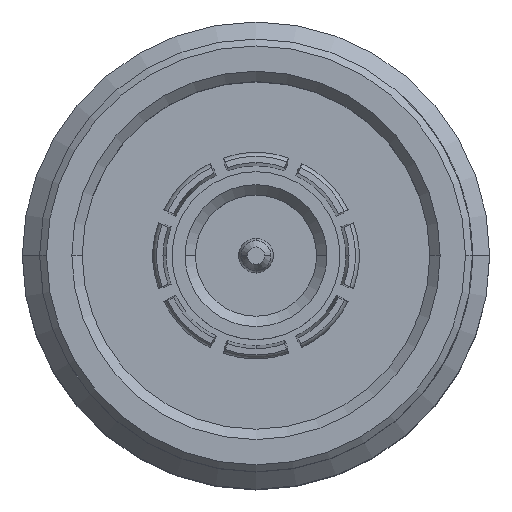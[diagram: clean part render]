
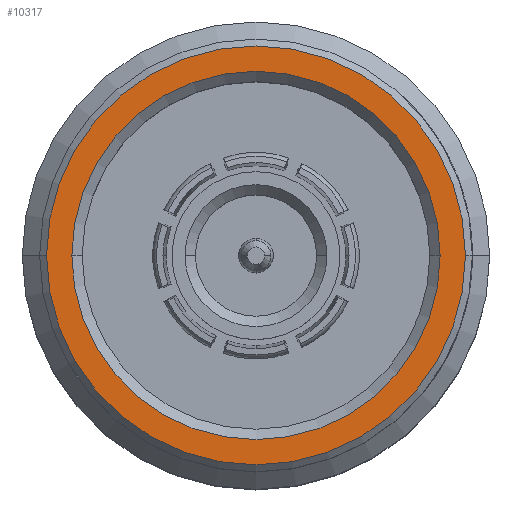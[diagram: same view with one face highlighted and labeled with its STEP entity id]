
A CAD part, top view. The second image highlights one B-rep face of the part: STEP entity #10317.
In plain terms, the highlighted planar face has unit normal (0, 0, 1).
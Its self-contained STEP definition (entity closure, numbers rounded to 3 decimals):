
#608 = ORIENTED_EDGE ( 'NONE', *, *, #4462, .F. ) ;
#1523 = CARTESIAN_POINT ( 'NONE',  ( 6.05, 0., 5.1 ) ) ;
#2540 = DIRECTION ( 'NONE',  ( 1., 0., 0. ) ) ;
#2781 = CARTESIAN_POINT ( 'NONE',  ( 5.32, 0., 5.1 ) ) ;
#3122 = DIRECTION ( 'NONE',  ( -1., 0., 0. ) ) ;
#3185 = DIRECTION ( 'NONE',  ( 0., 0., 1. ) ) ;
#3323 = AXIS2_PLACEMENT_3D ( 'NONE', #17373, #11366, #14234 ) ;
#3513 = AXIS2_PLACEMENT_3D ( 'NONE', #11619, #17725, #10378 ) ;
#4225 = CIRCLE ( 'NONE', #3323, 5.32 ) ;
#4259 = FACE_BOUND ( 'NONE', #15455, .T. ) ;
#4462 = EDGE_CURVE ( 'NONE', #18057, #15869, #12092, .T. ) ;
#4800 = AXIS2_PLACEMENT_3D ( 'NONE', #8992, #3185, #17474 ) ;
#6322 = EDGE_CURVE ( 'NONE', #12430, #9212, #13568, .T. ) ;
#8737 = DIRECTION ( 'NONE',  ( 0., 0., -1. ) ) ;
#8837 = FACE_OUTER_BOUND ( 'NONE', #12944, .T. ) ;
#8992 = CARTESIAN_POINT ( 'NONE',  ( 0., 0., 5.1 ) ) ;
#9212 = VERTEX_POINT ( 'NONE', #1523 ) ;
#9482 = CARTESIAN_POINT ( 'NONE',  ( -5.32, 0., 5.1 ) ) ;
#9566 = AXIS2_PLACEMENT_3D ( 'NONE', #17227, #8737, #3122 ) ;
#9888 = AXIS2_PLACEMENT_3D ( 'NONE', #18728, #15593, #2540 ) ;
#10317 = ADVANCED_FACE ( 'NONE', ( #4259, #8837 ), #11405, .F. ) ;
#10378 = DIRECTION ( 'NONE',  ( 1., 0., 0. ) ) ;
#11366 = DIRECTION ( 'NONE',  ( 0., 0., 1. ) ) ;
#11405 = PLANE ( 'NONE',  #9566 ) ;
#11619 = CARTESIAN_POINT ( 'NONE',  ( 0., 0., 5.1 ) ) ;
#11777 = CARTESIAN_POINT ( 'NONE',  ( -6.05, 0., 5.1 ) ) ;
#12092 = CIRCLE ( 'NONE', #4800, 5.32 ) ;
#12293 = EDGE_CURVE ( 'NONE', #9212, #12430, #18091, .T. ) ;
#12430 = VERTEX_POINT ( 'NONE', #11777 ) ;
#12527 = ORIENTED_EDGE ( 'NONE', *, *, #17086, .F. ) ;
#12944 = EDGE_LOOP ( 'NONE', ( #15527, #13133 ) ) ;
#13133 = ORIENTED_EDGE ( 'NONE', *, *, #12293, .T. ) ;
#13568 = CIRCLE ( 'NONE', #3513, 6.05 ) ;
#14234 = DIRECTION ( 'NONE',  ( 1., 0., 0. ) ) ;
#15455 = EDGE_LOOP ( 'NONE', ( #12527, #608 ) ) ;
#15527 = ORIENTED_EDGE ( 'NONE', *, *, #6322, .T. ) ;
#15593 = DIRECTION ( 'NONE',  ( 0., 0., 1. ) ) ;
#15869 = VERTEX_POINT ( 'NONE', #2781 ) ;
#17086 = EDGE_CURVE ( 'NONE', #15869, #18057, #4225, .T. ) ;
#17227 = CARTESIAN_POINT ( 'NONE',  ( 0., 0., 5.1 ) ) ;
#17373 = CARTESIAN_POINT ( 'NONE',  ( 0., 0., 5.1 ) ) ;
#17474 = DIRECTION ( 'NONE',  ( 1., 0., 0. ) ) ;
#17725 = DIRECTION ( 'NONE',  ( 0., 0., 1. ) ) ;
#18057 = VERTEX_POINT ( 'NONE', #9482 ) ;
#18091 = CIRCLE ( 'NONE', #9888, 6.05 ) ;
#18728 = CARTESIAN_POINT ( 'NONE',  ( 0., 0., 5.1 ) ) ;
